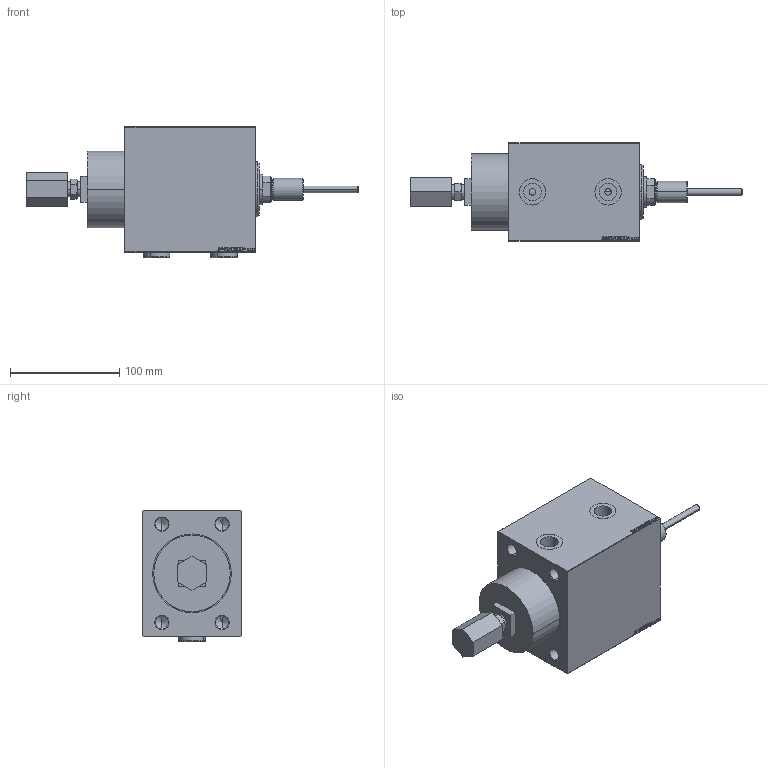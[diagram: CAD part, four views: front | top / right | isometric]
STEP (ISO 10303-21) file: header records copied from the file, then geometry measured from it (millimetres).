
FILE_DESCRIPTION (( 'STEP AP203' ), '1' );
FILE_NAME ('945d.STEP', '2022-04-17T16:43:57', ( '' ), ( '' ), 'SwSTEP 2.0', 'SolidWorks 2019', '' );
FILE_SCHEMA (( 'CONFIG_CONTROL_DESIGN' ));
Length unit declared in the file: millimetre
Products named in the file (7): V450CP_MALE_METRIC 4ca1b61d1c8174eba93b4afeb02ee095; 945d; V450DCP_B_VCP 4ca1b61d1c8174eba93b4afeb02ee095; V450DCP_B_Body 4ca1b61d1c8174eba93b4afeb02ee095; PLUG 4ca1b61d1c8174eba93b4afeb02ee095; V450DCP_VC_B 4ca1b61d1c8174eba93b4afeb02ee095; V450DCP_B_RodCooling_ACCESSORIES 4ca1b61d1c8174eba93b4afeb02ee095
Assembly tree (7 placements, depth 2):
  945d
    V450DCP_B_Body 4ca1b61d1c8174eba93b4afeb02ee095
    V450DCP_B_VCP 4ca1b61d1c8174eba93b4afeb02ee095
    V450DCP_VC_B 4ca1b61d1c8174eba93b4afeb02ee095
    V450DCP_B_RodCooling_ACCESSORIES 4ca1b61d1c8174eba93b4afeb02ee095
    V450CP_MALE_METRIC 4ca1b61d1c8174eba93b4afeb02ee095
    PLUG 4ca1b61d1c8174eba93b4afeb02ee095  x2
Bounding box: 303.7 x 90 x 119.9 mm (x, y, z)
Volume: 1307322.4 mm3; surface area: 176570.3 mm2
Topology: 7 solids, 7 shells, 1028 faces, 2570 edges, 1672 vertices
Faces by surface type: plane 470, bspline 380, cylinder 106, cone 66, torus 6
Entity records: 48439 total; most frequent: CARTESIAN_POINT 26017, ORIENTED_EDGE 5028, DIRECTION 3262, EDGE_CURVE 2514, VERTEX_POINT 1648, VECTOR 1468, LINE 1468, EDGE_LOOP 1156
